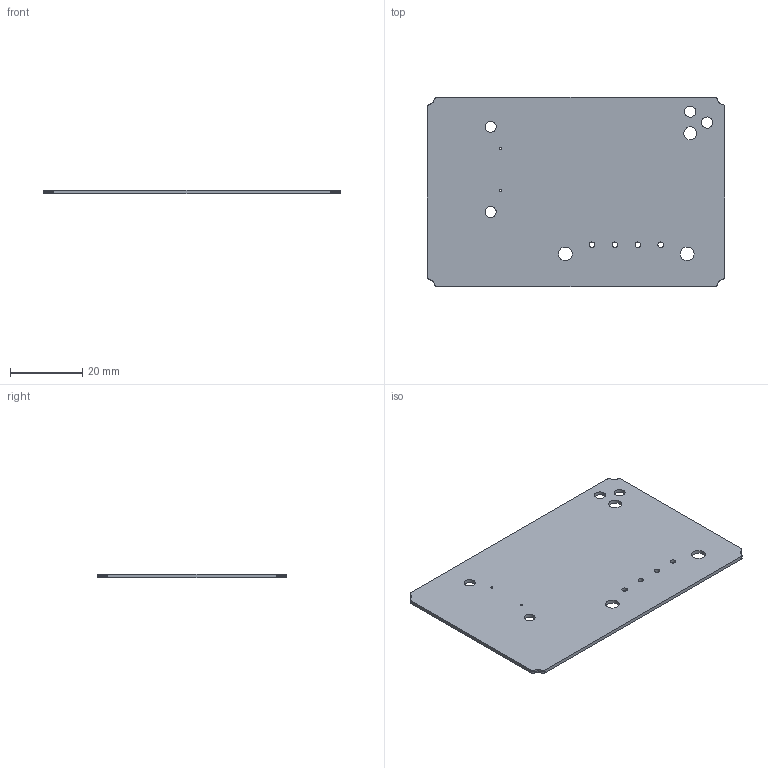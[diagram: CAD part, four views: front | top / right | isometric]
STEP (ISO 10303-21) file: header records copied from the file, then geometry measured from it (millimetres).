
FILE_DESCRIPTION(('for SolidWorks'),'2;1');
FILE_NAME('LEDLayout.step','2014-12-11T11:33:40',('Rafael Send'),('') ,'Open CASCADE STEP processor 6.6','Diptrace','Unknown');
FILE_SCHEMA(('AUTOMOTIVE_DESIGN { 1 0 10303 214 1 1 1 1 }'));
Length unit declared in the file: millimetre
Products named in the file (2): PCB; Board
Assembly tree (1 placements, depth 2):
  PCB
    Board
Bounding box: 82.66 x 52.66 x 0.99 mm (x, y, z)
Volume: 4225.8 mm3; surface area: 8890.2 mm2
Topology: 1 solids, 1 shells, 171 faces, 507 edges, 338 vertices
Faces by surface type: plane 158, cylinder 13
Full cylindrical faces by diameter (mm): 0.6 x2, 1.52 x4, 3.048 x2, 3.1 x2, 3.6 x1, 3.81 x2
Entity records: 5716 total; most frequent: CARTESIAN_POINT 1018, ORIENTED_EDGE 1014, DIRECTION 879, EDGE_CURVE 507, LINE 481, VECTOR 481, VERTEX_POINT 338, AXIS2_PLACEMENT_3D 199
